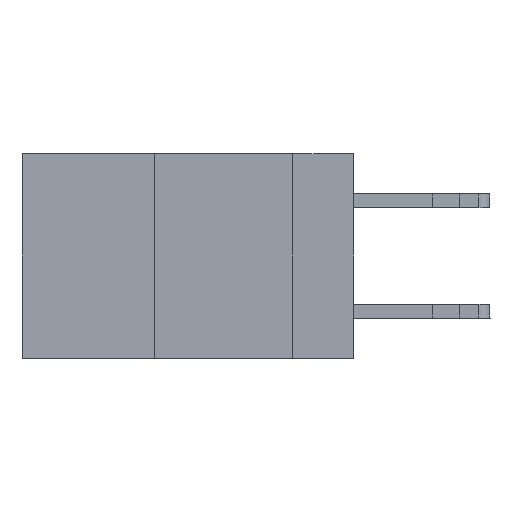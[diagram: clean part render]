
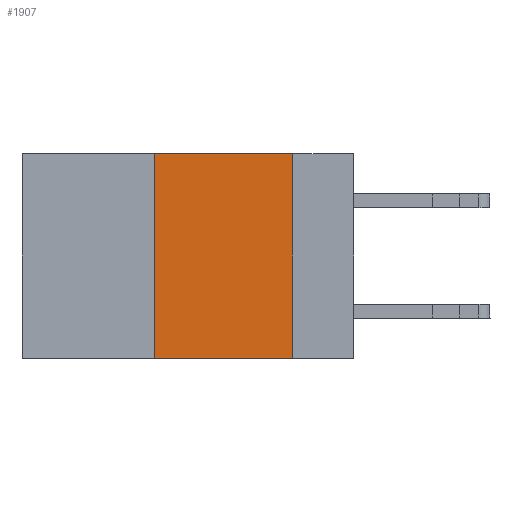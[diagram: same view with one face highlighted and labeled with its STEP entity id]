
A CAD part, left-side view. The second image highlights one B-rep face of the part: STEP entity #1907.
In plain terms, the highlighted planar face has unit normal (-1, 0, 0).
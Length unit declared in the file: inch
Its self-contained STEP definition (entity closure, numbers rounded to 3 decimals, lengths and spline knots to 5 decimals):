
#307 = AXIS2_PLACEMENT_3D ( 'NONE', #29329, #31793, #8896 ) ;
#706 = CARTESIAN_POINT ( 'NONE',  ( 0., 0.11, -0.37 ) ) ;
#1167 = ORIENTED_EDGE ( 'NONE', *, *, #11507, .F. ) ;
#1907 = ADVANCED_FACE ( 'NONE', ( #23512 ), #9101, .F. ) ;
#2589 = EDGE_CURVE ( 'NONE', #32014, #9231, #20867, .T. ) ;
#2647 = EDGE_LOOP ( 'NONE', ( #32427, #1167, #30934, #15211 ) ) ;
#4770 = EDGE_CURVE ( 'NONE', #21318, #9231, #17132, .T. ) ;
#6184 = CARTESIAN_POINT ( 'NONE',  ( 0., 0.6, -0.37 ) ) ;
#8896 = DIRECTION ( 'NONE',  ( 0., 0., -1. ) ) ;
#9101 = PLANE ( 'NONE',  #307 ) ;
#9231 = VERTEX_POINT ( 'NONE', #706 ) ;
#11507 = EDGE_CURVE ( 'NONE', #14991, #21318, #17045, .T. ) ;
#13138 = VECTOR ( 'NONE', #15997, 39.37008 ) ;
#13463 = CARTESIAN_POINT ( 'NONE',  ( 0., 0.11, 0. ) ) ;
#14481 = CARTESIAN_POINT ( 'NONE',  ( 0., 0.36, -0.37 ) ) ;
#14724 = DIRECTION ( 'NONE',  ( 0., -1., 0. ) ) ;
#14991 = VERTEX_POINT ( 'NONE', #20004 ) ;
#15211 = ORIENTED_EDGE ( 'NONE', *, *, #2589, .T. ) ;
#15437 = VECTOR ( 'NONE', #14724, 39.37008 ) ;
#15997 = DIRECTION ( 'NONE',  ( 0., 0., -1. ) ) ;
#17045 = LINE ( 'NONE', #24522, #15437 ) ;
#17132 = LINE ( 'NONE', #13463, #13138 ) ;
#19124 = CARTESIAN_POINT ( 'NONE',  ( 0., 0.36, 0. ) ) ;
#20004 = CARTESIAN_POINT ( 'NONE',  ( 0., 0.36, 0. ) ) ;
#20867 = LINE ( 'NONE', #6184, #31586 ) ;
#21318 = VERTEX_POINT ( 'NONE', #32025 ) ;
#21634 = DIRECTION ( 'NONE',  ( 0., -1., 0. ) ) ;
#21823 = LINE ( 'NONE', #19124, #24210 ) ;
#23512 = FACE_OUTER_BOUND ( 'NONE', #2647, .T. ) ;
#24210 = VECTOR ( 'NONE', #24351, 39.37008 ) ;
#24351 = DIRECTION ( 'NONE',  ( 0., 0., 1. ) ) ;
#24522 = CARTESIAN_POINT ( 'NONE',  ( 0., 0.6, 0. ) ) ;
#27525 = EDGE_CURVE ( 'NONE', #32014, #14991, #21823, .T. ) ;
#29329 = CARTESIAN_POINT ( 'NONE',  ( 0., 0.6, 0. ) ) ;
#30934 = ORIENTED_EDGE ( 'NONE', *, *, #27525, .F. ) ;
#31586 = VECTOR ( 'NONE', #21634, 39.37008 ) ;
#31793 = DIRECTION ( 'NONE',  ( 1., 0., 0. ) ) ;
#32014 = VERTEX_POINT ( 'NONE', #14481 ) ;
#32025 = CARTESIAN_POINT ( 'NONE',  ( 0., 0.11, 0. ) ) ;
#32427 = ORIENTED_EDGE ( 'NONE', *, *, #4770, .F. ) ;
